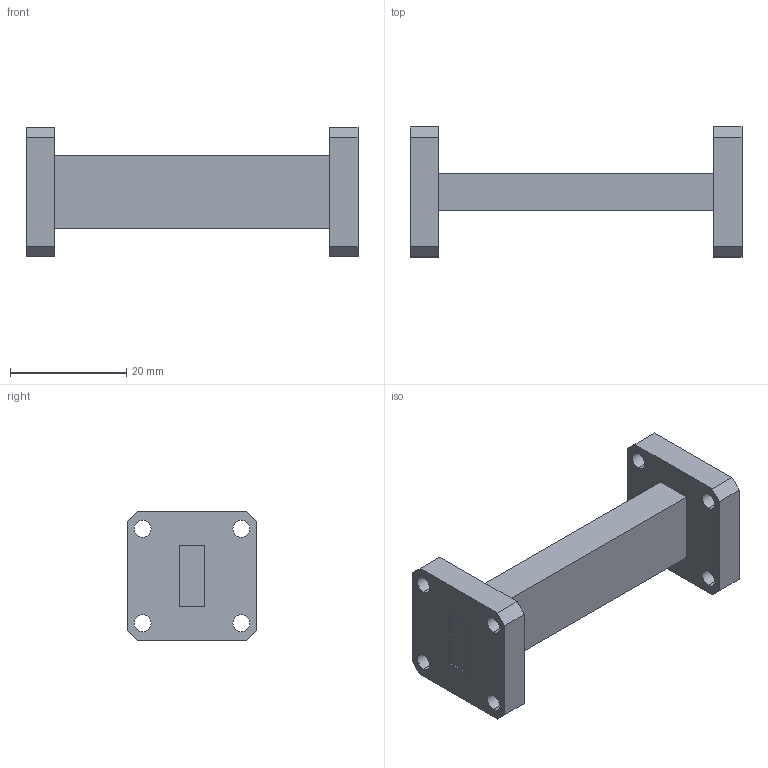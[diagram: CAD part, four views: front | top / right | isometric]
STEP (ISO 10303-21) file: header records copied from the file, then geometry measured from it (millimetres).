
FILE_DESCRIPTION (( 'STEP AP203' ), '1' );
FILE_NAME ('SWG-42023-FB-2.25.STEP', '2021-06-28T23:17:06', ( '' ), ( '' ), 'SwSTEP 2.0', 'SolidWorks 2021', '' );
FILE_SCHEMA (( 'CONFIG_CONTROL_DESIGN' ));
Length unit declared in the file: inch
Products named in the file (1): SWG-42023-FB-2.25
Bounding box: 57.15 x 22.35 x 22.35 mm (x, y, z)
Volume: 8305.1 mm3; surface area: 4707.8 mm2
Topology: 1 solids, 1 shells, 50 faces, 132 edges, 88 vertices
Faces by surface type: plane 34, cylinder 16
Entity records: 1659 total; most frequent: CARTESIAN_POINT 271, DIRECTION 266, ORIENTED_EDGE 264, EDGE_CURVE 132, LINE 100, VECTOR 100, VERTEX_POINT 88, AXIS2_PLACEMENT_3D 83
